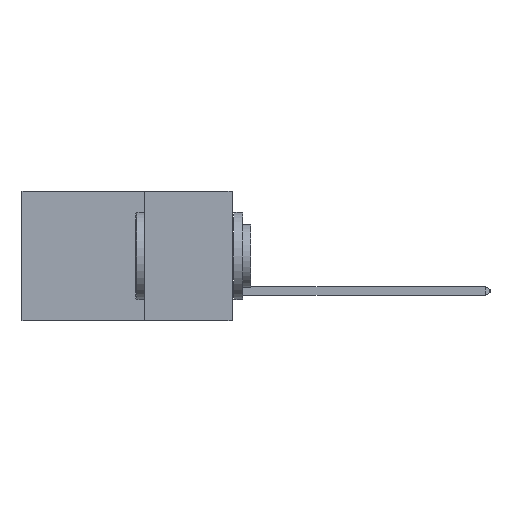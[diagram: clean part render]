
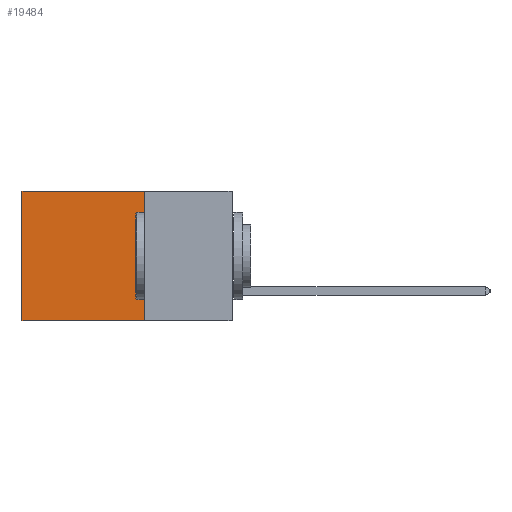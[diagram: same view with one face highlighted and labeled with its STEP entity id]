
A CAD part, left-side view. The second image highlights one B-rep face of the part: STEP entity #19484.
In plain terms, the highlighted planar face has unit normal (-1, 0, 0).
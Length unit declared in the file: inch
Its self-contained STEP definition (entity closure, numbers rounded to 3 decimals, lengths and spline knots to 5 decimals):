
#4098 = VERTEX_POINT ( 'NONE', #4311 ) ;
#4311 = CARTESIAN_POINT ( 'NONE',  ( 0.2875, 0.25, 0. ) ) ;
#4383 = LINE ( 'NONE', #17719, #19083 ) ;
#4481 = DIRECTION ( 'NONE',  ( 0., 1., 0. ) ) ;
#4510 = EDGE_CURVE ( 'NONE', #17525, #10662, #21483, .T. ) ;
#5558 = DIRECTION ( 'NONE',  ( 0., 0., -1. ) ) ;
#6172 = VECTOR ( 'NONE', #21045, 39.37008 ) ;
#6813 = CARTESIAN_POINT ( 'NONE',  ( 0.2875, 0.6, 0. ) ) ;
#7125 = EDGE_LOOP ( 'NONE', ( #7241, #20140, #10761, #7969 ) ) ;
#7241 = ORIENTED_EDGE ( 'NONE', *, *, #4510, .T. ) ;
#7414 = CARTESIAN_POINT ( 'NONE',  ( 0.2875, 0.25, 0. ) ) ;
#7630 = EDGE_CURVE ( 'NONE', #4098, #12909, #4383, .T. ) ;
#7966 = LINE ( 'NONE', #19446, #22617 ) ;
#7969 = ORIENTED_EDGE ( 'NONE', *, *, #11249, .T. ) ;
#9603 = AXIS2_PLACEMENT_3D ( 'NONE', #7414, #17050, #5558 ) ;
#9999 = DIRECTION ( 'NONE',  ( 0., 1., 0. ) ) ;
#10662 = VERTEX_POINT ( 'NONE', #23866 ) ;
#10761 = ORIENTED_EDGE ( 'NONE', *, *, #7630, .F. ) ;
#11249 = EDGE_CURVE ( 'NONE', #4098, #17525, #23776, .T. ) ;
#11905 = CARTESIAN_POINT ( 'NONE',  ( 0.2875, 0.25, -0.37 ) ) ;
#12682 = FACE_OUTER_BOUND ( 'NONE', #7125, .T. ) ;
#12909 = VERTEX_POINT ( 'NONE', #11905 ) ;
#17050 = DIRECTION ( 'NONE',  ( 1., 0., 0. ) ) ;
#17525 = VERTEX_POINT ( 'NONE', #6813 ) ;
#17719 = CARTESIAN_POINT ( 'NONE',  ( 0.2875, 0.25, 0. ) ) ;
#18390 = EDGE_CURVE ( 'NONE', #12909, #10662, #7966, .T. ) ;
#18679 = VECTOR ( 'NONE', #4481, 39.37008 ) ;
#19083 = VECTOR ( 'NONE', #19655, 39.37008 ) ;
#19446 = CARTESIAN_POINT ( 'NONE',  ( 0.2875, 0.25, -0.37 ) ) ;
#19484 = ADVANCED_FACE ( 'NONE', ( #12682 ), #20822, .F. ) ;
#19655 = DIRECTION ( 'NONE',  ( 0., 0., -1. ) ) ;
#20140 = ORIENTED_EDGE ( 'NONE', *, *, #18390, .F. ) ;
#20822 = PLANE ( 'NONE',  #9603 ) ;
#20991 = CARTESIAN_POINT ( 'NONE',  ( 0.2875, 0.6, 0. ) ) ;
#21045 = DIRECTION ( 'NONE',  ( 0., 0., -1. ) ) ;
#21483 = LINE ( 'NONE', #20991, #6172 ) ;
#21754 = CARTESIAN_POINT ( 'NONE',  ( 0.2875, 0.25, 0. ) ) ;
#22617 = VECTOR ( 'NONE', #9999, 39.37008 ) ;
#23776 = LINE ( 'NONE', #21754, #18679 ) ;
#23866 = CARTESIAN_POINT ( 'NONE',  ( 0.2875, 0.6, -0.37 ) ) ;
